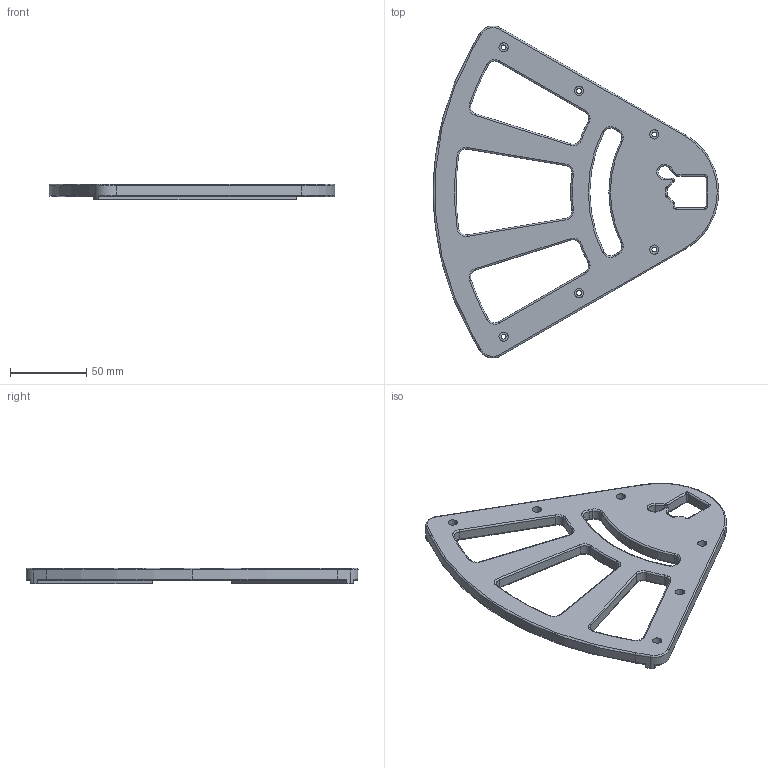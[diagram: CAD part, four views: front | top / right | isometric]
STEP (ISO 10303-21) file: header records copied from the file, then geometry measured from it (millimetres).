
FILE_DESCRIPTION (( 'STEP AP203' ), '1' );
FILE_NAME ('top_brace.step', '2016-02-29T21:25:39', ( '' ), ( '' ), 'SwSTEP 2.0', 'SolidWorks 2015', '' );
FILE_SCHEMA (( 'CONFIG_CONTROL_DESIGN' ));
Length unit declared in the file: millimetre
Products named in the file (1): top_brace
Bounding box: 186.91 x 217.32 x 10 mm (x, y, z)
Volume: 133313.8 mm3; surface area: 46080.5 mm2
Topology: 1 solids, 1 shells, 247 faces, 587 edges, 348 vertices
Faces by surface type: cylinder 114, torus 86, plane 37, sphere 10
Entity records: 7322 total; most frequent: DIRECTION 1467, CARTESIAN_POINT 1201, ORIENTED_EDGE 1174, AXIS2_PLACEMENT_3D 634, EDGE_CURVE 587, CIRCLE 386, VERTEX_POINT 348, EDGE_LOOP 275
